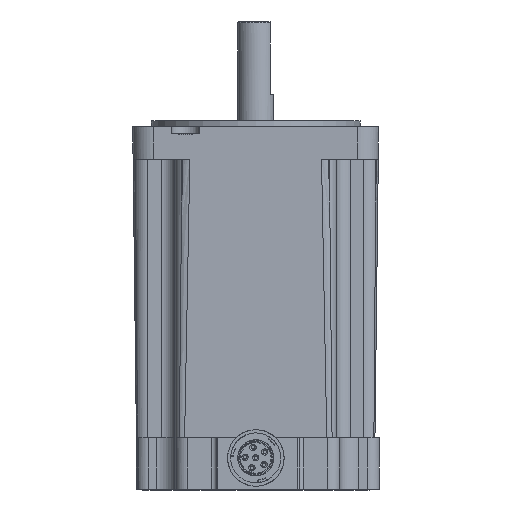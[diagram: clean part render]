
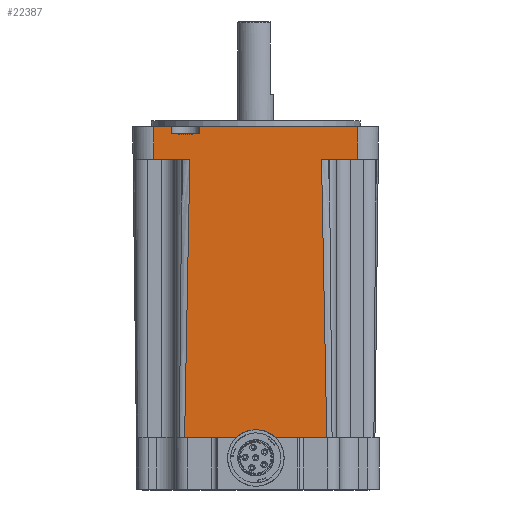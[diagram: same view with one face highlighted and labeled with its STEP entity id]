
A CAD part, front view. The second image highlights one B-rep face of the part: STEP entity #22387.
In plain terms, the highlighted planar face has unit normal (0, -1, -0.012).
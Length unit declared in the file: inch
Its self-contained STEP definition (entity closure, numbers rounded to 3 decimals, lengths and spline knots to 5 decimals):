
#35 = VERTEX_POINT ( 'NONE', #4703 ) ;
#767 = DIRECTION ( 'NONE',  ( -1., 0., 0. ) ) ;
#1065 = CARTESIAN_POINT ( 'NONE',  ( 0.18134, 0.27223, 5.15286 ) ) ;
#1136 = VECTOR ( 'NONE', #17025, 39.37008 ) ;
#2321 = FACE_OUTER_BOUND ( 'NONE', #43109, .T. ) ;
#2664 = VECTOR ( 'NONE', #35499, 39.37008 ) ;
#2900 = CARTESIAN_POINT ( 'NONE',  ( 2.56506, 0.32363, 0.86906 ) ) ;
#4032 = VERTEX_POINT ( 'NONE', #49629 ) ;
#4381 = VERTEX_POINT ( 'NONE', #45377 ) ;
#4611 = CARTESIAN_POINT ( 'NONE',  ( 0.42326, 0.27227, 5.14941 ) ) ;
#4703 = CARTESIAN_POINT ( 'NONE',  ( 0.60857, 0.32363, 0.86906 ) ) ;
#4863 = ORIENTED_EDGE ( 'NONE', *, *, #19385, .T. ) ;
#5449 = CARTESIAN_POINT ( 'NONE',  ( 0.42326, 0.27371, 5.02911 ) ) ;
#6105 = CARTESIAN_POINT ( 'NONE',  ( 0.65622, 0.29241, 3.47088 ) ) ;
#8333 = LINE ( 'NONE', #36899, #46107 ) ;
#9159 = CARTESIAN_POINT ( 'NONE',  ( 2.49303, 0.27768, 4.69841 ) ) ;
#9258 = VECTOR ( 'NONE', #44622, 39.37008 ) ;
#9444 = EDGE_CURVE ( 'NONE', #29125, #52169, #28587, .T. ) ;
#10791 = CARTESIAN_POINT ( 'NONE',  ( -0.1061, 0.27768, 4.69841 ) ) ;
#10950 = CARTESIAN_POINT ( 'NONE',  ( -0.1061, 0.27227, 5.14941 ) ) ;
#11128 = DIRECTION ( 'NONE',  ( 0., 0.012, -1. ) ) ;
#11275 = LINE ( 'NONE', #5449, #2664 ) ;
#11487 = LINE ( 'NONE', #50374, #50513 ) ;
#11682 = DIRECTION ( 'NONE',  ( 0., -1., -0.012 ) ) ;
#12447 = LINE ( 'NONE', #12818, #1136 ) ;
#12818 = CARTESIAN_POINT ( 'NONE',  ( 2.9918, 0.27272, 5.11224 ) ) ;
#14233 = EDGE_CURVE ( 'NONE', #4032, #44272, #38402, .T. ) ;
#16799 = VERTEX_POINT ( 'NONE', #4611 ) ;
#17025 = DIRECTION ( 'NONE',  ( 0.012, -0.012, 1. ) ) ;
#17338 = VERTEX_POINT ( 'NONE', #35310 ) ;
#17815 = VECTOR ( 'NONE', #767, 39.37008 ) ;
#17851 = LINE ( 'NONE', #28486, #27834 ) ;
#17901 = DIRECTION ( 'NONE',  ( 0.012, 0.012, -1. ) ) ;
#18004 = EDGE_CURVE ( 'NONE', #4381, #33301, #12447, .T. ) ;
#18272 = LINE ( 'NONE', #40346, #40879 ) ;
#18797 = ORIENTED_EDGE ( 'NONE', *, *, #35681, .F. ) ;
#19205 = CARTESIAN_POINT ( 'NONE',  ( 0.6806, 0.27768, 4.69841 ) ) ;
#19385 = EDGE_CURVE ( 'NONE', #33959, #35, #30168, .T. ) ;
#19915 = ORIENTED_EDGE ( 'NONE', *, *, #22637, .F. ) ;
#20557 = ORIENTED_EDGE ( 'NONE', *, *, #35432, .F. ) ;
#20871 = CARTESIAN_POINT ( 'NONE',  ( 0.42326, 0.27347, 5.04941 ) ) ;
#22387 = ADVANCED_FACE ( 'NONE', ( #2321 ), #45365, .T. ) ;
#22637 = EDGE_CURVE ( 'NONE', #48401, #17338, #17851, .T. ) ;
#23087 = ORIENTED_EDGE ( 'NONE', *, *, #42998, .T. ) ;
#23483 = DIRECTION ( 'NONE',  ( 0., -0.012, 1. ) ) ;
#24504 = CARTESIAN_POINT ( 'NONE',  ( 0.81696, 0.27227, 5.14941 ) ) ;
#26048 = VECTOR ( 'NONE', #40435, 39.37008 ) ;
#27834 = VECTOR ( 'NONE', #54539, 39.37008 ) ;
#28342 = CARTESIAN_POINT ( 'NONE',  ( -0.1061, 0.27227, 5.14941 ) ) ;
#28486 = CARTESIAN_POINT ( 'NONE',  ( 1.58681, 0.27347, 5.04941 ) ) ;
#28587 =( BOUNDED_CURVE ( )  B_SPLINE_CURVE ( 3, ( #2900, #32723, #41251, #41764 ),
 .UNSPECIFIED., .F., .T. ) 
 B_SPLINE_CURVE_WITH_KNOTS ( ( 4, 4 ),
 ( 2.54938, 2.59814 ),
 .UNSPECIFIED. ) 
 CURVE ( )  GEOMETRIC_REPRESENTATION_ITEM ( )  RATIONAL_B_SPLINE_CURVE ( ( 1., 1., 1., 1. ) ) 
 REPRESENTATION_ITEM ( '' )  );
#29102 = ORIENTED_EDGE ( 'NONE', *, *, #18004, .T. ) ;
#29125 = VERTEX_POINT ( 'NONE', #37637 ) ;
#30168 =( BOUNDED_CURVE ( )  B_SPLINE_CURVE ( 3, ( #19205, #6105, #31295, #35598 ),
 .UNSPECIFIED., .F., .F. ) 
 B_SPLINE_CURVE_WITH_KNOTS ( ( 4, 4 ),
 ( 3.68505, 3.73381 ),
 .UNSPECIFIED. ) 
 CURVE ( )  GEOMETRIC_REPRESENTATION_ITEM ( )  RATIONAL_B_SPLINE_CURVE ( ( 1., 1., 1., 1. ) ) 
 REPRESENTATION_ITEM ( '' )  );
#30735 = VERTEX_POINT ( 'NONE', #24504 ) ;
#31232 = AXIS2_PLACEMENT_3D ( 'NONE', #28342, #11682, #11128 ) ;
#31295 = CARTESIAN_POINT ( 'NONE',  ( 0.6322, 0.30773, 2.19417 ) ) ;
#31354 = ORIENTED_EDGE ( 'NONE', *, *, #44283, .F. ) ;
#32723 = CARTESIAN_POINT ( 'NONE',  ( 2.54142, 0.30773, 2.19417 ) ) ;
#33301 = VERTEX_POINT ( 'NONE', #34672 ) ;
#33959 = VERTEX_POINT ( 'NONE', #34335 ) ;
#34335 = CARTESIAN_POINT ( 'NONE',  ( 0.6806, 0.27768, 4.69841 ) ) ;
#34423 = VECTOR ( 'NONE', #17901, 39.37008 ) ;
#34672 = CARTESIAN_POINT ( 'NONE',  ( 2.99224, 0.27227, 5.14941 ) ) ;
#35310 = CARTESIAN_POINT ( 'NONE',  ( 0.81696, 0.27347, 5.04941 ) ) ;
#35432 = EDGE_CURVE ( 'NONE', #30735, #33301, #11487, .T. ) ;
#35464 = ORIENTED_EDGE ( 'NONE', *, *, #41352, .F. ) ;
#35499 = DIRECTION ( 'NONE',  ( 0., -0.012, 1. ) ) ;
#35598 = CARTESIAN_POINT ( 'NONE',  ( 0.60857, 0.32363, 0.86906 ) ) ;
#35681 = EDGE_CURVE ( 'NONE', #33959, #44272, #44557, .T. ) ;
#36899 = CARTESIAN_POINT ( 'NONE',  ( -0.1061, 0.32363, 0.86906 ) ) ;
#37637 = CARTESIAN_POINT ( 'NONE',  ( 2.56506, 0.32363, 0.86906 ) ) ;
#38402 = LINE ( 'NONE', #1065, #34423 ) ;
#40346 = CARTESIAN_POINT ( 'NONE',  ( 0.81696, 0.27227, 5.14941 ) ) ;
#40435 = DIRECTION ( 'NONE',  ( -1., 0., 0. ) ) ;
#40879 = VECTOR ( 'NONE', #23483, 39.37008 ) ;
#41251 = CARTESIAN_POINT ( 'NONE',  ( 2.51741, 0.29241, 3.47088 ) ) ;
#41352 = EDGE_CURVE ( 'NONE', #4381, #52169, #44349, .T. ) ;
#41764 = CARTESIAN_POINT ( 'NONE',  ( 2.49303, 0.27768, 4.69841 ) ) ;
#42117 = DIRECTION ( 'NONE',  ( 1., 0., 0. ) ) ;
#42296 = CARTESIAN_POINT ( 'NONE',  ( -0.1061, 0.27768, 4.69841 ) ) ;
#42998 = EDGE_CURVE ( 'NONE', #48401, #16799, #11275, .T. ) ;
#43109 = EDGE_LOOP ( 'NONE', ( #35464, #29102, #20557, #54415, #19915, #23087, #54630, #46120, #18797, #4863, #31354, #53067 ) ) ;
#44272 = VERTEX_POINT ( 'NONE', #44413 ) ;
#44283 = EDGE_CURVE ( 'NONE', #29125, #35, #8333, .T. ) ;
#44349 = LINE ( 'NONE', #42296, #17815 ) ;
#44413 = CARTESIAN_POINT ( 'NONE',  ( 0.18679, 0.27768, 4.69841 ) ) ;
#44557 = LINE ( 'NONE', #10791, #26048 ) ;
#44622 = DIRECTION ( 'NONE',  ( 1., 0., 0. ) ) ;
#44965 = LINE ( 'NONE', #10950, #9258 ) ;
#45365 = PLANE ( 'NONE',  #31232 ) ;
#45377 = CARTESIAN_POINT ( 'NONE',  ( 2.98683, 0.27768, 4.69841 ) ) ;
#46107 = VECTOR ( 'NONE', #52885, 39.37008 ) ;
#46120 = ORIENTED_EDGE ( 'NONE', *, *, #14233, .T. ) ;
#48401 = VERTEX_POINT ( 'NONE', #20871 ) ;
#49629 = CARTESIAN_POINT ( 'NONE',  ( 0.18138, 0.27227, 5.14941 ) ) ;
#50374 = CARTESIAN_POINT ( 'NONE',  ( 3.27972, 0.27227, 5.14941 ) ) ;
#50513 = VECTOR ( 'NONE', #42117, 39.37008 ) ;
#51705 = EDGE_CURVE ( 'NONE', #4032, #16799, #44965, .T. ) ;
#52169 = VERTEX_POINT ( 'NONE', #9159 ) ;
#52885 = DIRECTION ( 'NONE',  ( -1., 0., 0. ) ) ;
#53067 = ORIENTED_EDGE ( 'NONE', *, *, #9444, .T. ) ;
#53737 = EDGE_CURVE ( 'NONE', #17338, #30735, #18272, .T. ) ;
#54415 = ORIENTED_EDGE ( 'NONE', *, *, #53737, .F. ) ;
#54539 = DIRECTION ( 'NONE',  ( 1., 0., 0. ) ) ;
#54630 = ORIENTED_EDGE ( 'NONE', *, *, #51705, .F. ) ;
